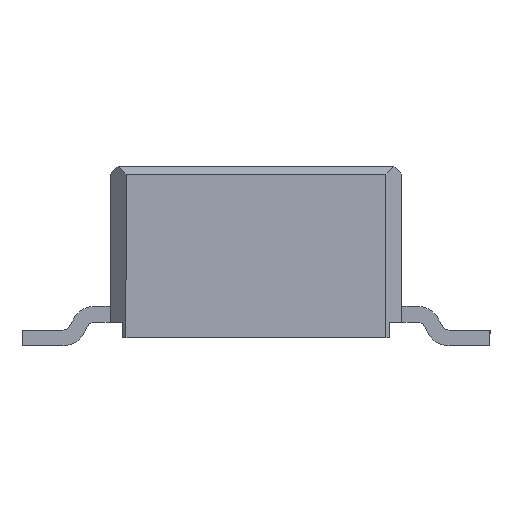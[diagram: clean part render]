
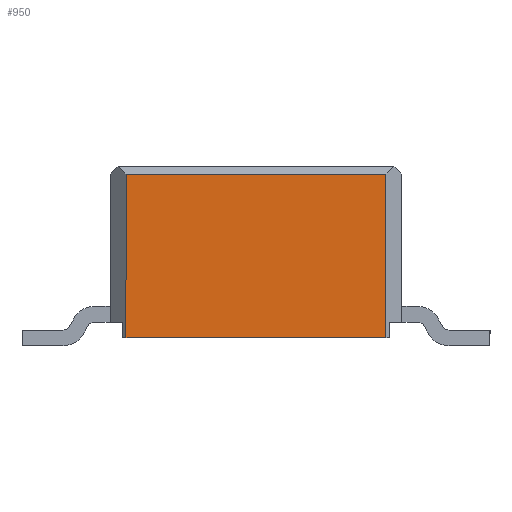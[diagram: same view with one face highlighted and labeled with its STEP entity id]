
A CAD part, left-side view. The second image highlights one B-rep face of the part: STEP entity #950.
In plain terms, the highlighted face is planar.
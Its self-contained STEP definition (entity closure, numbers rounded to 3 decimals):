
#100=CARTESIAN_POINT('',(-0.03,-0.6,0.)
);
#110=VERTEX_POINT('',#100);
#520=CARTESIAN_POINT('',(-0.03,0.44,0.));
#530=VERTEX_POINT('',#520);
#560=CARTESIAN_POINT('',(-0.03,0.44,0.));
#570=DIRECTION('',(0.,-1.,0.));
#580=VECTOR('',#570,1.);
#590=LINE('',#560,#580);
#600=EDGE_CURVE('',#530,#110,#590,.T.);
#650=CARTESIAN_POINT('',(0.,0.,0.));
#660=DIRECTION('',(0.,0.,1.));
#670=DIRECTION('',(1.,0.,0.));
#680=AXIS2_PLACEMENT_3D('',#650,#660,#670);
#690=PLANE('',#680);
#700=CARTESIAN_POINT('',(-0.03,0.44,
0.));
#710=DIRECTION('',(-1.,0.,0.));
#720=VECTOR('',#710,1.);
#730=LINE('',#700,#720);
#740=CARTESIAN_POINT('',(-1.68,0.44,0.));
#750=VERTEX_POINT('',#740);
#760=EDGE_CURVE('',#530,#750,#730,.T.);
#770=ORIENTED_EDGE('',*,*,#760,.F.);
#780=CARTESIAN_POINT('',(-1.68,0.44,0.));
#790=DIRECTION('',(0.,-1.,0.));
#800=VECTOR('',#790,1.);
#810=LINE('',#780,#800);
#820=CARTESIAN_POINT('',(-1.68,-0.6,0.));
#830=VERTEX_POINT('',#820);
#840=EDGE_CURVE('',#750,#830,#810,.T.);
#850=ORIENTED_EDGE('',*,*,#840,.F.);
#860=CARTESIAN_POINT('',(-0.03,-0.6,0.));
#870=DIRECTION('',(-1.,0.,0.));
#880=VECTOR('',#870,1.);
#890=LINE('',#860,#880);
#900=EDGE_CURVE('',#110,#830,#890,.T.);
#910=ORIENTED_EDGE('',*,*,#900,.T.);
#920=ORIENTED_EDGE('',*,*,#600,.T.);
#930=EDGE_LOOP('',(#920,#910,#850,#770));
#940=FACE_OUTER_BOUND('',#930,.T.);
#950=ADVANCED_FACE('',(#940),#690,.F.);
